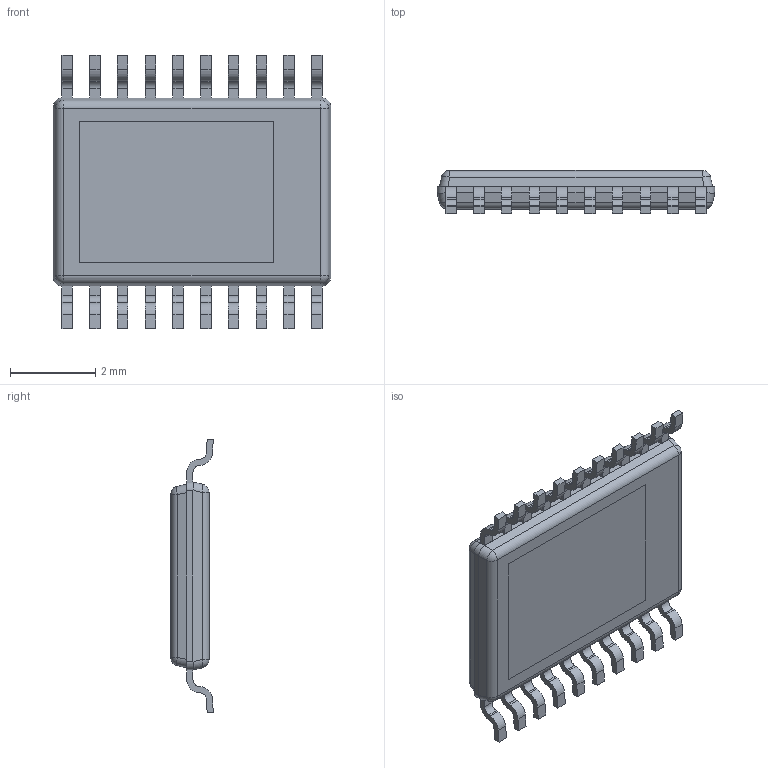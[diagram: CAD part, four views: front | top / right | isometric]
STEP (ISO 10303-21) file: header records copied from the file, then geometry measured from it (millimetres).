
FILE_DESCRIPTION((''),'2;1');
FILE_NAME('MYB20XX_ASM','2012-02-09T',('CKXSSC'),(''),'PRO/ENGINEER BY PARAMETRIC TECHNOLOGY CORPORATION, 2011220','PRO/ENGINEER BY PARAMETRIC TECHNOLOGY CORPORATION, 2011220','');
FILE_SCHEMA(('AUTOMOTIVE_DESIGN_CC2 { 1 2 10303 214 -1 1 5 2 }'));
Length unit declared in the file: millimetre
Products named in the file (4): BODY_MYB20XX; LEAD_MYB20XX; DIE_MYB20XX; MYB20XX_ASM
Assembly tree (22 placements, depth 2):
  MYB20XX_ASM
    BODY_MYB20XX
    LEAD_MYB20XX  x20
    DIE_MYB20XX
Bounding box: 6.5 x 1 x 6.42 mm (x, y, z)
Volume: 25.3 mm3; surface area: 125.4 mm2
Topology: 22 solids, 22 shells, 338 faces, 851 edges, 557 vertices
Faces by surface type: plane 226, cylinder 102, sphere 10
Entity records: 2850 total; most frequent: CARTESIAN_POINT 515, DIRECTION 386, ORIENTED_EDGE 328, EDGE_CURVE 164, PRESENTATION_STYLE_ASSIGNMENT 154, STYLED_ITEM 154, CURVE_STYLE 152, AXIS2_PLACEMENT_3D 140
